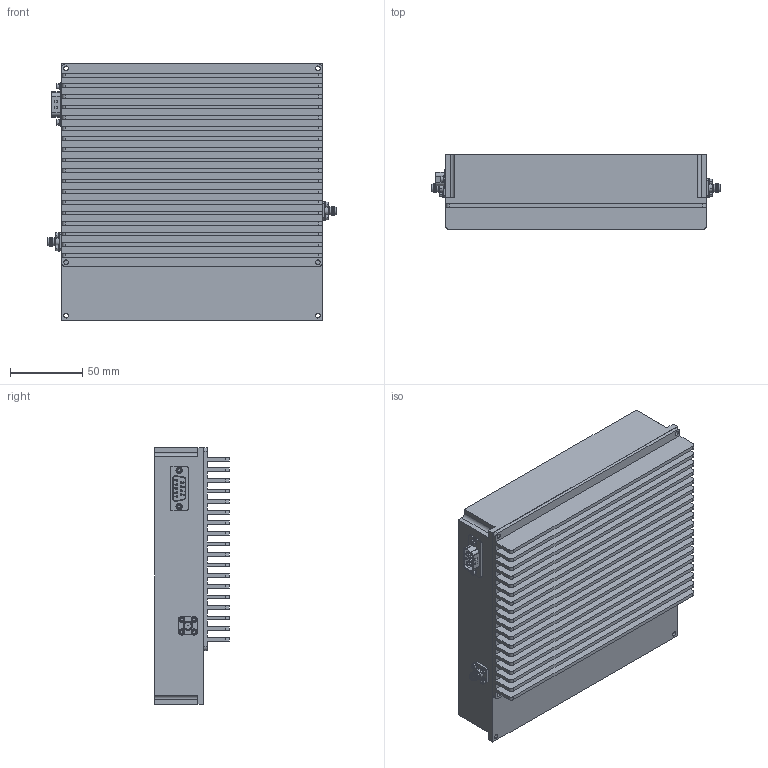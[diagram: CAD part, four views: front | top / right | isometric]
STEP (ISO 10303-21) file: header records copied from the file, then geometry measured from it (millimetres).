
FILE_DESCRIPTION (( 'STEP AP203' ), '1' );
FILE_NAME ('BP-ZC-3-H DF.STEP', '2019-06-07T18:45:08', ( '' ), ( '' ), 'SwSTEP 2.0', 'SolidWorks 2016', '' );
FILE_SCHEMA (( 'CONFIG_CONTROL_DESIGN' ));
Length unit declared in the file: inch
Products named in the file (1): BP-ZC-3-H DF
Bounding box: 199.05 x 51.79 x 177 mm (x, y, z)
Volume: 1270695.6 mm3; surface area: 242888.9 mm2
Topology: 12 solids, 14 shells, 781 faces, 1863 edges, 1182 vertices
Faces by surface type: plane 364, cylinder 220, cone 126, bspline 67, torus 4
Entity records: 28128 total; most frequent: CARTESIAN_POINT 10170, ORIENTED_EDGE 3726, DIRECTION 3581, EDGE_CURVE 1863, AXIS2_PLACEMENT_3D 1253, VERTEX_POINT 1182, LINE 1075, VECTOR 1075
